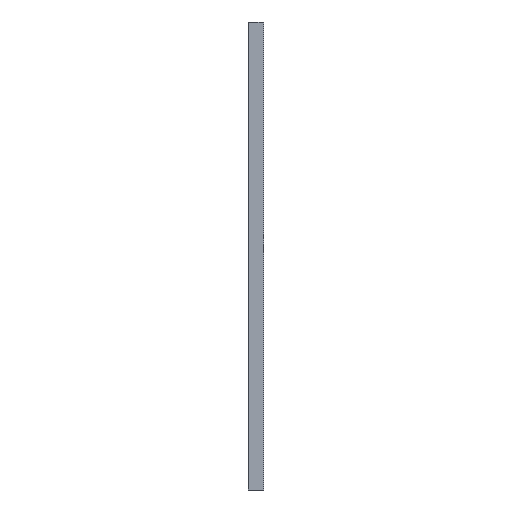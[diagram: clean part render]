
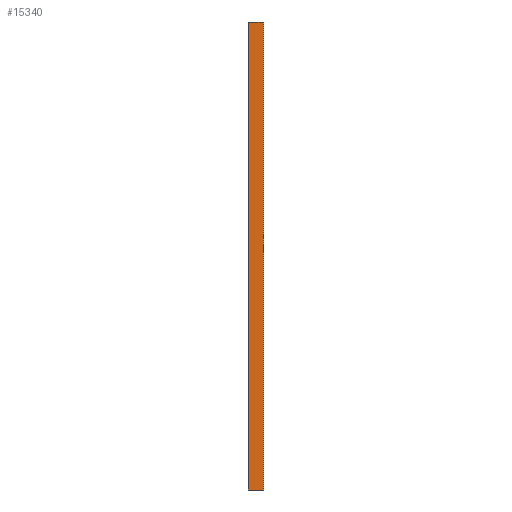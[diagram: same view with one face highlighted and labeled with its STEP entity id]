
A CAD part, left-side view. The second image highlights one B-rep face of the part: STEP entity #15340.
In plain terms, the highlighted planar face has unit normal (-1, 0, 0).
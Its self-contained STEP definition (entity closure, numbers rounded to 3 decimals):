
#341=DIRECTION('',(0.,1.,0.));
#342=VECTOR('',#341,63.);
#343=CARTESIAN_POINT('',(-85.,3.,0.));
#344=LINE('',#343,#342);
#552=DIRECTION('',(0.,-1.,0.));
#553=VECTOR('',#552,63.);
#554=CARTESIAN_POINT('',(-85.,66.,-2000.));
#555=LINE('',#554,#553);
#2658=DIRECTION('',(0.,0.,-1.));
#2659=VECTOR('',#2658,2000.);
#2660=CARTESIAN_POINT('',(-85.,66.,0.));
#2661=LINE('',#2660,#2659);
#2662=DIRECTION('',(0.,0.,1.));
#2663=VECTOR('',#2662,2000.);
#2664=CARTESIAN_POINT('',(-85.,3.,-2000.));
#2665=LINE('',#2664,#2663);
#9840=CARTESIAN_POINT('',(-85.,3.,0.));
#9841=VERTEX_POINT('',#9840);
#9842=CARTESIAN_POINT('',(-85.,66.,0.));
#9843=VERTEX_POINT('',#9842);
#9988=CARTESIAN_POINT('',(-85.,66.,-2000.));
#9989=VERTEX_POINT('',#9988);
#9990=CARTESIAN_POINT('',(-85.,3.,-2000.));
#9991=VERTEX_POINT('',#9990);
#15328=CARTESIAN_POINT('',(-85.,68.,0.));
#15329=DIRECTION('',(-1.,0.,0.));
#15330=DIRECTION('',(0.,-1.,0.));
#15331=AXIS2_PLACEMENT_3D('',#15328,#15329,#15330);
#15332=PLANE('',#15331);
#15333=ORIENTED_EDGE('',*,*,#15323,.F.);
#15334=ORIENTED_EDGE('',*,*,#12957,.F.);
#15336=ORIENTED_EDGE('',*,*,#15335,.F.);
#15337=ORIENTED_EDGE('',*,*,#13127,.F.);
#15338=EDGE_LOOP('',(#15333,#15334,#15336,#15337));
#15339=FACE_OUTER_BOUND('',#15338,.F.);
#12957=EDGE_CURVE('',#9841,#9843,#344,.T.);
#13127=EDGE_CURVE('',#9989,#9991,#555,.T.);
#15323=EDGE_CURVE('',#9843,#9989,#2661,.T.);
#15335=EDGE_CURVE('',#9991,#9841,#2665,.T.);
#15340=ADVANCED_FACE('',(#15339),#15332,.T.);
